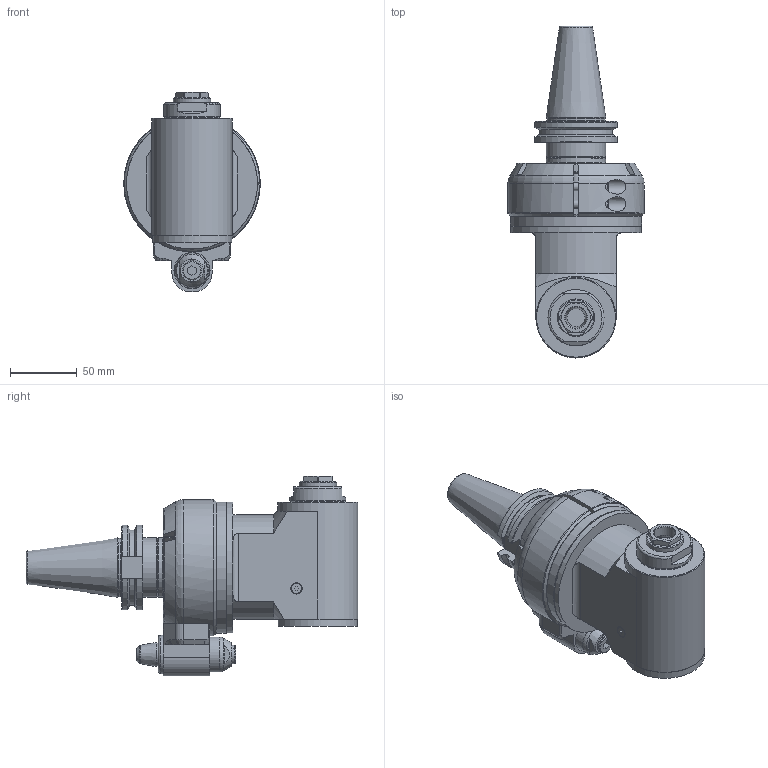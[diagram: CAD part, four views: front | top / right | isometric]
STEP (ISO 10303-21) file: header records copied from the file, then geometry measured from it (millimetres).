
FILE_DESCRIPTION(/* description */ (''),/* implementation_level */ '2;1');
FILE_NAME(/* name */ '9.FL9.13000-1C40.stp',/* time_stamp */ '2026-01-28T11:41:40-05:00',/* author */ ('jkrenzer'),/* organization */ (''),/* preprocessor_version */ 'ST-DEVELOPER v20',/* originating_system */ 'Autodesk Inventor 2025',/* authorisation */ '');
FILE_SCHEMA (('AUTOMOTIVE_DESIGN { 1 0 10303 214 3 1 1 }'));
Length unit declared in the file: millimetre
Products named in the file (3): 9.FL9.13000-1C40; 9_FL9_13000; 9_GA15C_446  (Type 1, Cat40, 65mm, conical) 
Assembly tree (2 placements, depth 2):
  9.FL9.13000-1C40
    9_FL9_13000
    9_GA15C_446  (Type 1, Cat40, 65mm, conical) 
Bounding box: 102 x 248.25 x 149.5 mm (x, y, z)
Volume: 892329.6 mm3; surface area: 163875.5 mm2
Topology: 27 solids, 38 shells, 730 faces, 1750 edges, 1137 vertices
Faces by surface type: plane 308, cylinder 204, cone 164, torus 40, sphere 8, bspline 6
Full cylindrical faces by diameter (mm): 2.5 x2, 2.6 x2, 3 x1, 3.2 x4, 3.3 x4, 4 x4, 4.2 x8, 5 x13, 6 x15, 6.5 x2, 6.75 x2, 7 x2, 8 x7, 8.4 x1, 8.5 x1, 8.821 x1, 9 x2, 9.2 x1, 9.525 x1, 10 x6, 10.25 x1, 10.4 x2, 10.6 x1, 11 x2, 11.8 x1, 12 x3, 12.5 x1, 12.6 x1, 12.8 x1, 13 x1
Entity records: 51509 total; most frequent: CARTESIAN_POINT 34276, DIRECTION 3709, ORIENTED_EDGE 3424, EDGE_CURVE 1723, AXIS2_PLACEMENT_3D 1467, VERTEX_POINT 1137, EDGE_LOOP 860, LINE 775
